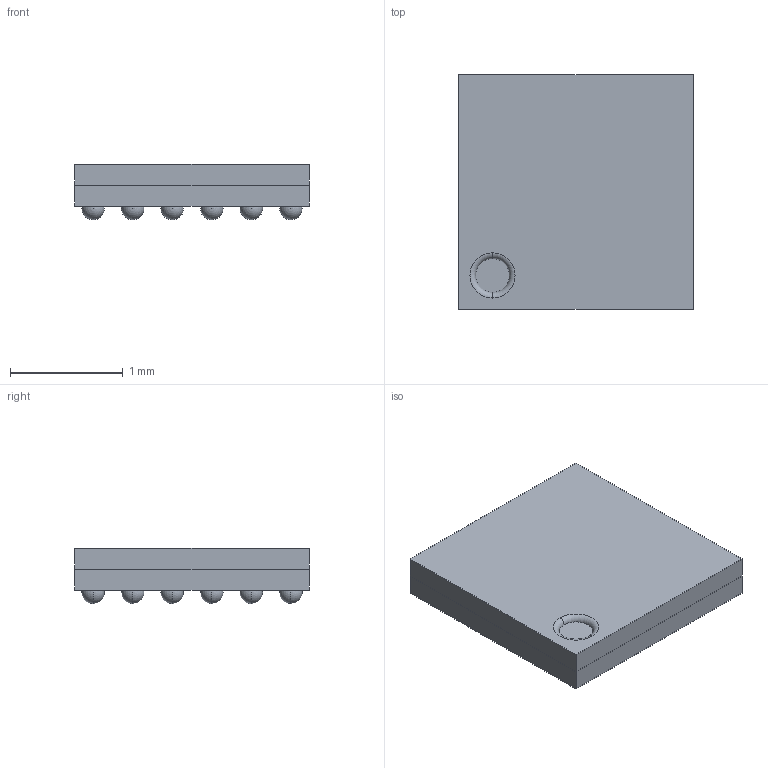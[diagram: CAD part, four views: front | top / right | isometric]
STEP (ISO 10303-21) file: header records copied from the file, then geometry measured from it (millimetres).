
FILE_DESCRIPTION (( 'STEP AP214' ), '1' );
FILE_NAME ( 'BGA36C35P6X6_207X207X49B21N.STEP', '2015-11-16T11:41:31', ( '' ), ( '' ), 'FPX Expert 2013', 'PCB Libraries', '' );
FILE_SCHEMA (( 'AUTOMOTIVE_DESIGN' ));
Length unit declared in the file: millimetre
Products named in the file (1): BGA36C35P6X6_207X207X49B21N
Bounding box: 2.08 x 2.08 x 0.49 mm (x, y, z)
Volume: 1.8 mm3; surface area: 24.9 mm2
Topology: 38 solids, 38 shells, 87 faces, 282 edges, 200 vertices
Faces by surface type: sphere 72, plane 13, torus 2
Entity records: 2426 total; most frequent: DIRECTION 356, CARTESIAN_POINT 282, ORIENTED_EDGE 204, AXIS2_PLACEMENT_3D 166, STYLED_ITEM 126, PRESENTATION_LAYER_ASSIGNMENT 126, MECHANICAL_DESIGN_GEOMETRIC_PRESENTATION_REPRESENTATION 126, EDGE_CURVE 102
